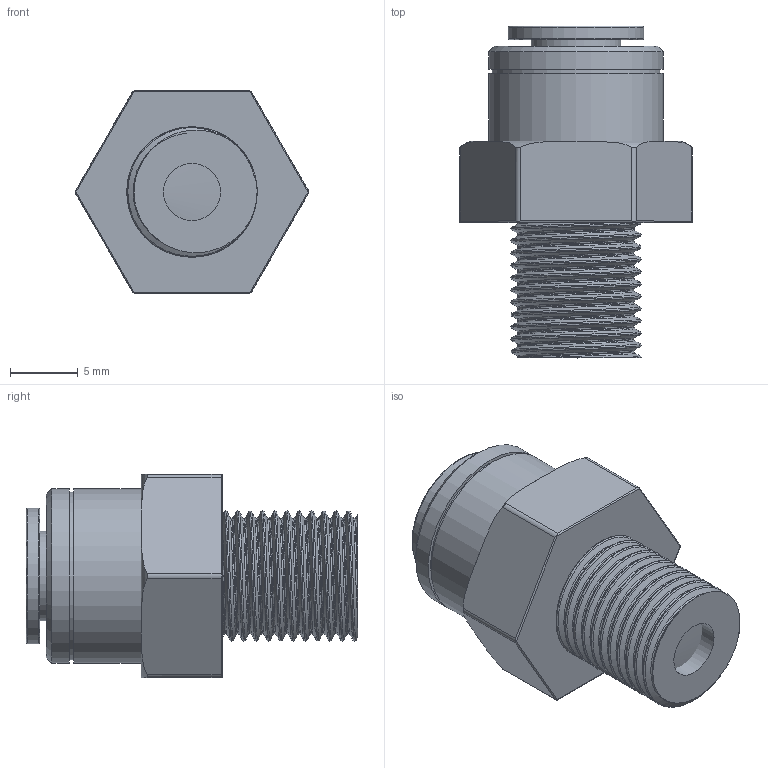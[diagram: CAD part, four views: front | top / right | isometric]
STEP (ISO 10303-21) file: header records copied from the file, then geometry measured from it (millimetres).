
FILE_DESCRIPTION(/* description */ (''),/* implementation_level */ '2;1');
FILE_NAME(/* name */ 'PM010401E.step',/* time_stamp */ '2018-01-28T13:09:26+01:00',/* author */ (''),/* organization */ (''),/* preprocessor_version */ 'ST-DEVELOPER v16.13',/* originating_system */ 'Autodesk Translation Framework v6.5.0.72',/* authorisation */ '');
FILE_SCHEMA (('AUTOMOTIVE_DESIGN { 1 0 10303 214 3 1 1 }'));
Length unit declared in the file: millimetre
Products named in the file (2): (Unsaved); PushFit_JG_PM010401E
Assembly tree (1 placements, depth 2):
  (Unsaved)
    PushFit_JG_PM010401E
Bounding box: 17.2 x 24.5 x 15 mm (x, y, z)
Volume: 2541.9 mm3; surface area: 1921.6 mm2
Topology: 1 solids, 1 shells, 62 faces, 157 edges, 103 vertices
Faces by surface type: cylinder 33, plane 14, torus 8, bspline 6, cone 1
Full cylindrical faces by diameter (mm): 4.2 x1, 6.635 x1, 8.566 x13, 10 x1, 12.4 x1, 12.9 x2
Entity records: 6898 total; most frequent: CARTESIAN_POINT 5449, ORIENTED_EDGE 314, DIRECTION 247, EDGE_CURVE 157, VERTEX_POINT 103, AXIS2_PLACEMENT_3D 101, B_SPLINE_CURVE_WITH_KNOTS 71, EDGE_LOOP 70
